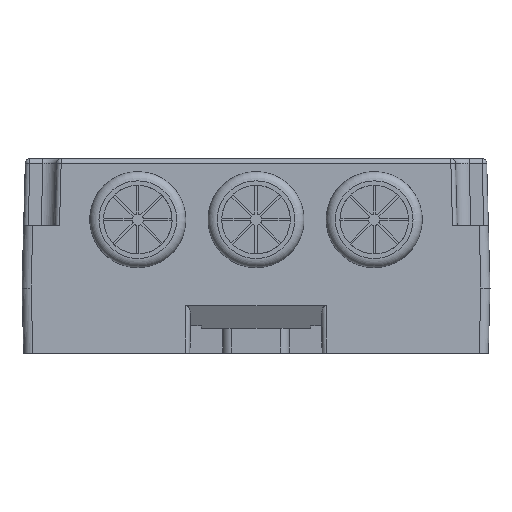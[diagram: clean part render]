
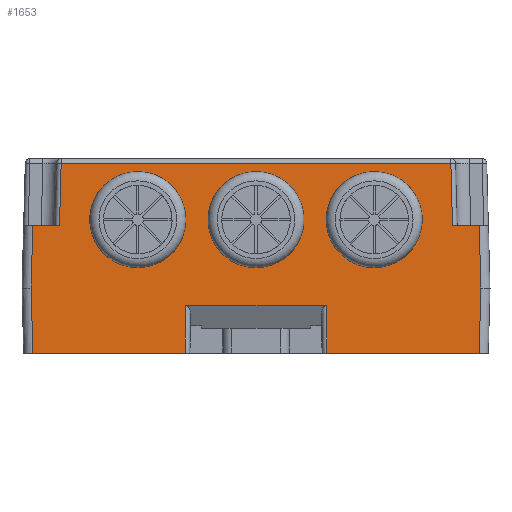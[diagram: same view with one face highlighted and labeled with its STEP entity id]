
A CAD part, front view. The second image highlights one B-rep face of the part: STEP entity #1653.
In plain terms, the highlighted planar face has unit normal (0, -1, 0.026).
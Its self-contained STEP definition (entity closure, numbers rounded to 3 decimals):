
#1653=ADVANCED_FACE('',(#2729,#2730,#2731,#2732,#2733,#2734,#2735),#2175,
 .T.);
#2175=PLANE('',#10422);
#2535=ELLIPSE('',#10416,8.003,8.);
#2536=ELLIPSE('',#10417,8.003,8.);
#2537=ELLIPSE('',#10418,8.003,8.);
#2538=ELLIPSE('',#10419,10.504,10.5);
#2539=ELLIPSE('',#10420,10.504,10.5);
#2540=ELLIPSE('',#10421,10.504,10.5);
#2729=FACE_BOUND('',#2844,.T.);
#2730=FACE_BOUND('',#2845,.T.);
#2731=FACE_BOUND('',#2846,.T.);
#2732=FACE_BOUND('',#2847,.T.);
#2733=FACE_BOUND('',#2848,.T.);
#2734=FACE_BOUND('',#2849,.T.);
#2735=FACE_BOUND('',#2850,.T.);
#2844=EDGE_LOOP('',(#3759));
#2845=EDGE_LOOP('',(#3760));
#2846=EDGE_LOOP('',(#3761));
#2847=EDGE_LOOP('',(#3762,#3763,#3764,#3765,#3766,#3767,#3768,#3769,#3770,
#3771,#3772,#3773,#3774,#3775));
#2848=EDGE_LOOP('',(#3776,#3777));
#2849=EDGE_LOOP('',(#3778,#3779));
#2850=EDGE_LOOP('',(#3780,#3781));
#3759=ORIENTED_EDGE('',*,*,#7270,.T.);
#3760=ORIENTED_EDGE('',*,*,#7271,.T.);
#3761=ORIENTED_EDGE('',*,*,#7272,.T.);
#3762=ORIENTED_EDGE('',*,*,#7273,.T.);
#3763=ORIENTED_EDGE('',*,*,#7274,.T.);
#3764=ORIENTED_EDGE('',*,*,#7275,.T.);
#3765=ORIENTED_EDGE('',*,*,#7276,.T.);
#3766=ORIENTED_EDGE('',*,*,#7266,.T.);
#3767=ORIENTED_EDGE('',*,*,#7277,.T.);
#3768=ORIENTED_EDGE('',*,*,#7278,.T.);
#3769=ORIENTED_EDGE('',*,*,#7279,.T.);
#3770=ORIENTED_EDGE('',*,*,#7280,.T.);
#3771=ORIENTED_EDGE('',*,*,#7281,.F.);
#3772=ORIENTED_EDGE('',*,*,#7282,.T.);
#3773=ORIENTED_EDGE('',*,*,#7283,.T.);
#3774=ORIENTED_EDGE('',*,*,#7284,.T.);
#3775=ORIENTED_EDGE('',*,*,#7285,.F.);
#3776=ORIENTED_EDGE('',*,*,#7286,.T.);
#3777=ORIENTED_EDGE('',*,*,#7287,.T.);
#3778=ORIENTED_EDGE('',*,*,#7288,.T.);
#3779=ORIENTED_EDGE('',*,*,#7289,.T.);
#3780=ORIENTED_EDGE('',*,*,#7290,.T.);
#3781=ORIENTED_EDGE('',*,*,#7291,.T.);
#6402=VERTEX_POINT('',#14257);
#6403=VERTEX_POINT('',#14259);
#6405=VERTEX_POINT('',#14266);
#6406=VERTEX_POINT('',#14268);
#6407=VERTEX_POINT('',#14270);
#6408=VERTEX_POINT('',#14272);
#6409=VERTEX_POINT('',#14273);
#6410=VERTEX_POINT('',#14275);
#6411=VERTEX_POINT('',#14277);
#6412=VERTEX_POINT('',#14280);
#6413=VERTEX_POINT('',#14282);
#6414=VERTEX_POINT('',#14284);
#6415=VERTEX_POINT('',#14286);
#6416=VERTEX_POINT('',#14288);
#6417=VERTEX_POINT('',#14290);
#6418=VERTEX_POINT('',#14292);
#6419=VERTEX_POINT('',#14294);
#6420=VERTEX_POINT('',#14297);
#6421=VERTEX_POINT('',#14298);
#6422=VERTEX_POINT('',#14301);
#6423=VERTEX_POINT('',#14302);
#6424=VERTEX_POINT('',#14305);
#6425=VERTEX_POINT('',#14306);
#7266=EDGE_CURVE('',#6403,#6402,#8557,.T.);
#7270=EDGE_CURVE('',#6405,#6405,#2535,.T.);
#7271=EDGE_CURVE('',#6406,#6406,#2536,.T.);
#7272=EDGE_CURVE('',#6407,#6407,#2537,.T.);
#7273=EDGE_CURVE('',#6408,#6409,#8560,.T.);
#7274=EDGE_CURVE('',#6409,#6410,#8561,.T.);
#7275=EDGE_CURVE('',#6410,#6411,#8562,.T.);
#7276=EDGE_CURVE('',#6411,#6403,#8563,.T.);
#7277=EDGE_CURVE('',#6402,#6412,#8564,.T.);
#7278=EDGE_CURVE('',#6412,#6413,#8565,.T.);
#7279=EDGE_CURVE('',#6413,#6414,#8566,.T.);
#7280=EDGE_CURVE('',#6414,#6415,#8567,.T.);
#7281=EDGE_CURVE('',#6416,#6415,#8568,.T.);
#7282=EDGE_CURVE('',#6416,#6417,#8569,.T.);
#7283=EDGE_CURVE('',#6417,#6418,#8570,.T.);
#7284=EDGE_CURVE('',#6418,#6419,#8571,.T.);
#7285=EDGE_CURVE('',#6408,#6419,#8572,.T.);
#7286=EDGE_CURVE('',#6420,#6421,#2538,.T.);
#7287=EDGE_CURVE('',#6421,#6420,#8573,.T.);
#7288=EDGE_CURVE('',#6422,#6423,#2539,.T.);
#7289=EDGE_CURVE('',#6423,#6422,#8574,.T.);
#7290=EDGE_CURVE('',#6424,#6425,#2540,.T.);
#7291=EDGE_CURVE('',#6425,#6424,#8575,.T.);
#8557=LINE('',#14258,#9523);
#8560=LINE('',#14271,#9526);
#8561=LINE('',#14274,#9527);
#8562=LINE('',#14276,#9528);
#8563=LINE('',#14278,#9529);
#8564=LINE('',#14279,#9530);
#8565=LINE('',#14281,#9531);
#8566=LINE('',#14283,#9532);
#8567=LINE('',#14285,#9533);
#8568=LINE('',#14287,#9534);
#8569=LINE('',#14289,#9535);
#8570=LINE('',#14291,#9536);
#8571=LINE('',#14293,#9537);
#8572=LINE('',#14295,#9538);
#8573=LINE('',#14299,#9539);
#8574=LINE('',#14303,#9540);
#8575=LINE('',#14307,#9541);
#9523=VECTOR('',#11357,1.);
#9526=VECTOR('',#11370,1.);
#9527=VECTOR('',#11371,1.);
#9528=VECTOR('',#11372,1.);
#9529=VECTOR('',#11373,1.);
#9530=VECTOR('',#11374,1.);
#9531=VECTOR('',#11375,1.);
#9532=VECTOR('',#11376,1.);
#9533=VECTOR('',#11377,1.);
#9534=VECTOR('',#11378,1.);
#9535=VECTOR('',#11379,1.);
#9536=VECTOR('',#11380,1.);
#9537=VECTOR('',#11381,1.);
#9538=VECTOR('',#11382,1.);
#9539=VECTOR('',#11385,1.);
#9540=VECTOR('',#11388,1.);
#9541=VECTOR('',#11391,1.);
#10416=AXIS2_PLACEMENT_3D('',#14265,#11364,#11365);
#10417=AXIS2_PLACEMENT_3D('',#14267,#11366,#11367);
#10418=AXIS2_PLACEMENT_3D('',#14269,#11368,#11369);
#10419=AXIS2_PLACEMENT_3D('',#14296,#11383,#11384);
#10420=AXIS2_PLACEMENT_3D('',#14300,#11386,#11387);
#10421=AXIS2_PLACEMENT_3D('',#14304,#11389,#11390);
#10422=AXIS2_PLACEMENT_3D('',#14308,#11392,#11393);
#11357=DIRECTION('',(1.,0.,0.));
#11364=DIRECTION('',(0.,1.,-0.026));
#11365=DIRECTION('',(0.,0.026,1.));
#11366=DIRECTION('',(0.,1.,-0.026));
#11367=DIRECTION('',(0.,0.026,1.));
#11368=DIRECTION('',(0.,1.,-0.026));
#11369=DIRECTION('',(0.,0.026,1.));
#11370=DIRECTION('',(-0.026,-0.026,-0.999));
#11371=DIRECTION('',(0.026,-0.026,-0.999));
#11372=DIRECTION('',(1.,0.,0.));
#11373=DIRECTION('',(0.017,0.026,1.));
#11374=DIRECTION('',(0.017,-0.026,-1.));
#11375=DIRECTION('',(1.,0.,0.));
#11376=DIRECTION('',(0.026,0.026,0.999));
#11377=DIRECTION('',(-0.026,0.026,0.999));
#11378=DIRECTION('',(1.,0.,0.));
#11379=DIRECTION('',(-0.026,0.026,0.999));
#11380=DIRECTION('',(-1.,0.,0.));
#11381=DIRECTION('',(-0.026,-0.026,-0.999));
#11382=DIRECTION('',(1.,0.,0.));
#11383=DIRECTION('',(0.,1.,-0.026));
#11384=DIRECTION('',(0.,-0.026,-1.));
#11385=DIRECTION('',(1.,0.,0.));
#11386=DIRECTION('',(0.,1.,-0.026));
#11387=DIRECTION('',(0.,-0.026,-1.));
#11388=DIRECTION('',(1.,0.,0.));
#11389=DIRECTION('',(0.,1.,-0.026));
#11390=DIRECTION('',(0.,-0.026,-1.));
#11391=DIRECTION('',(1.,0.,0.));
#11392=DIRECTION('',(0.,-1.,0.026));
#11393=DIRECTION('',(0.,0.026,1.));
#14257=CARTESIAN_POINT('',(-20.778,88.914,3.198));
#14258=CARTESIAN_POINT('',(-36.102,88.914,3.198));
#14259=CARTESIAN_POINT('',(-51.426,88.914,3.198));
#14265=CARTESIAN_POINT('',(-36.102,89.406,21.998));
#14266=CARTESIAN_POINT('',(-36.102,89.615,29.998));
#14267=CARTESIAN_POINT('',(-10.252,89.406,21.998));
#14268=CARTESIAN_POINT('',(-10.252,89.615,29.998));
#14269=CARTESIAN_POINT('',(-61.952,89.406,21.998));
#14270=CARTESIAN_POINT('',(-61.952,89.615,29.998));
#14271=CARTESIAN_POINT('',(-85.279,89.015,7.087));
#14272=CARTESIAN_POINT('',(-84.923,89.372,20.702));
#14273=CARTESIAN_POINT('',(-85.28,89.014,7.047));
#14274=CARTESIAN_POINT('',(-84.908,88.643,-7.148));
#14275=CARTESIAN_POINT('',(-84.907,88.641,-7.2));
#14276=CARTESIAN_POINT('',(179.976,88.641,-7.2));
#14277=CARTESIAN_POINT('',(-51.608,88.641,-7.2));
#14278=CARTESIAN_POINT('',(-51.376,88.989,6.066));
#14279=CARTESIAN_POINT('',(-20.599,88.644,-7.09));
#14280=CARTESIAN_POINT('',(-20.597,88.641,-7.2));
#14281=CARTESIAN_POINT('',(179.976,88.641,-7.2));
#14282=CARTESIAN_POINT('',(12.702,88.641,-7.2));
#14283=CARTESIAN_POINT('',(13.009,88.948,4.515));
#14284=CARTESIAN_POINT('',(13.075,89.015,7.052));
#14285=CARTESIAN_POINT('',(13.075,89.015,7.087));
#14286=CARTESIAN_POINT('',(12.718,89.372,20.702));
#14287=CARTESIAN_POINT('',(11.086,89.372,20.702));
#14288=CARTESIAN_POINT('',(6.872,89.372,20.702));
#14289=CARTESIAN_POINT('',(7.232,89.011,6.934));
#14290=CARTESIAN_POINT('',(6.515,89.729,34.329));
#14291=CARTESIAN_POINT('',(-36.102,89.729,34.329));
#14292=CARTESIAN_POINT('',(-78.72,89.729,34.329));
#14293=CARTESIAN_POINT('',(-79.437,89.011,6.934));
#14294=CARTESIAN_POINT('',(-79.077,89.372,20.702));
#14295=CARTESIAN_POINT('',(-83.291,89.372,20.702));
#14296=CARTESIAN_POINT('',(-61.952,89.406,21.998));
#14297=CARTESIAN_POINT('',(-55.872,89.182,13.437));
#14298=CARTESIAN_POINT('',(-68.033,89.182,13.437));
#14299=CARTESIAN_POINT('',(-36.102,89.182,13.437));
#14300=CARTESIAN_POINT('',(-10.252,89.406,21.998));
#14301=CARTESIAN_POINT('',(-4.173,89.182,13.436));
#14302=CARTESIAN_POINT('',(-16.332,89.182,13.436));
#14303=CARTESIAN_POINT('',(-36.102,89.182,13.437));
#14304=CARTESIAN_POINT('',(-36.102,89.406,21.998));
#14305=CARTESIAN_POINT('',(-30.023,89.182,13.437));
#14306=CARTESIAN_POINT('',(-42.182,89.182,13.437));
#14307=CARTESIAN_POINT('',(-36.102,89.182,13.437));
#14308=CARTESIAN_POINT('',(-36.102,88.982,5.8));
